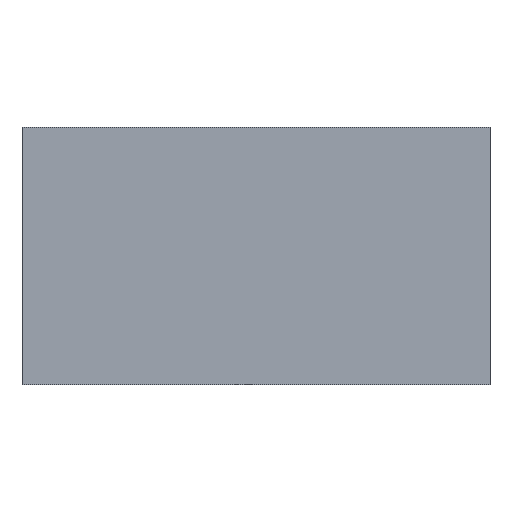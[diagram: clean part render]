
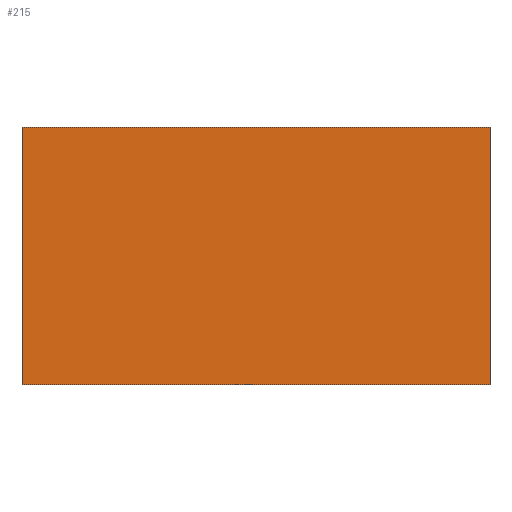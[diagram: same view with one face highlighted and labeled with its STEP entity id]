
A CAD part, front view. The second image highlights one B-rep face of the part: STEP entity #215.
In plain terms, the highlighted planar face has unit normal (0, -1, 0).
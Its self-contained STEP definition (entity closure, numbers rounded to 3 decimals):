
#9=DIRECTION('',(0.,0.,-1.));
#10=VECTOR('',#9,1.1);
#11=CARTESIAN_POINT('',(1.,0.,1.1));
#12=LINE('',#11,#10);
#13=DIRECTION('',(0.,0.,1.));
#14=VECTOR('',#13,1.1);
#15=CARTESIAN_POINT('',(-1.,0.,0.));
#16=LINE('',#15,#14);
#25=DIRECTION('',(1.,0.,0.));
#26=VECTOR('',#25,2.);
#27=CARTESIAN_POINT('',(-1.,0.,0.));
#28=LINE('',#27,#26);
#37=DIRECTION('',(-1.,0.,0.));
#38=VECTOR('',#37,2.);
#39=CARTESIAN_POINT('',(1.,0.,1.1));
#40=LINE('',#39,#38);
#140=CARTESIAN_POINT('',(1.,0.,1.1));
#141=CARTESIAN_POINT('',(-1.,0.,1.1));
#142=VERTEX_POINT('',#140);
#143=VERTEX_POINT('',#141);
#144=CARTESIAN_POINT('',(-1.,0.,0.));
#145=CARTESIAN_POINT('',(1.,0.,0.));
#146=VERTEX_POINT('',#144);
#147=VERTEX_POINT('',#145);
#202=CARTESIAN_POINT('',(0.,0.,0.55));
#203=DIRECTION('',(0.,1.,0.));
#204=DIRECTION('',(1.,0.,0.));
#205=AXIS2_PLACEMENT_3D('',#202,#203,#204);
#206=PLANE('',#205);
#207=ORIENTED_EDGE('',*,*,#165,.T.);
#209=ORIENTED_EDGE('',*,*,#208,.F.);
#210=ORIENTED_EDGE('',*,*,#192,.T.);
#212=ORIENTED_EDGE('',*,*,#211,.F.);
#213=EDGE_LOOP('',(#207,#209,#210,#212));
#214=FACE_OUTER_BOUND('',#213,.F.);
#165=EDGE_CURVE('',#142,#147,#12,.T.);
#192=EDGE_CURVE('',#146,#143,#16,.T.);
#208=EDGE_CURVE('',#146,#147,#28,.T.);
#211=EDGE_CURVE('',#142,#143,#40,.T.);
#215=ADVANCED_FACE('',(#214),#206,.F.);
